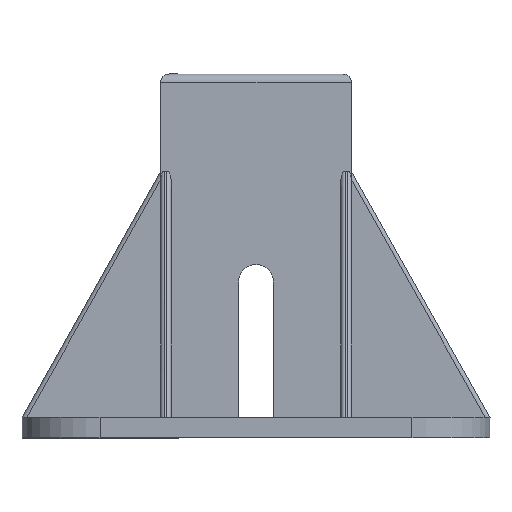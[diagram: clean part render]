
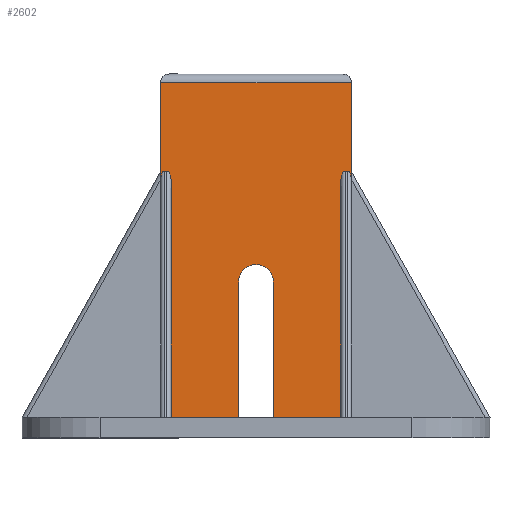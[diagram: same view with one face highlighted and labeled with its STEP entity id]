
A CAD part, front view. The second image highlights one B-rep face of the part: STEP entity #2602.
In plain terms, the highlighted planar face has unit normal (0, -1, 0).
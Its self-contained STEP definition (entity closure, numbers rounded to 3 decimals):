
#19=ELLIPSE('',#2766,2.445,1.2);
#20=ELLIPSE('',#2767,2.445,1.2);
#21=ELLIPSE('',#2768,2.445,1.2);
#22=ELLIPSE('',#2769,2.445,1.2);
#64=PLANE('',#2764);
#168=FACE_OUTER_BOUND('',#308,.T.);
#308=EDGE_LOOP('',(#1827,#1828,#1829,#1830,#1831,#1832,#1833,#1834,#1835,
#1836,#1837,#1838,#1839,#1840,#1841,#1842,#1843,#1844));
#481=LINE('',#3782,#807);
#485=LINE('',#3793,#811);
#486=LINE('',#3799,#812);
#487=LINE('',#3800,#813);
#488=LINE('',#3802,#814);
#489=LINE('',#3806,#815);
#490=LINE('',#3810,#816);
#491=LINE('',#3812,#817);
#492=LINE('',#3814,#818);
#493=LINE('',#3818,#819);
#494=LINE('',#3821,#820);
#495=LINE('',#3823,#821);
#496=LINE('',#3824,#822);
#807=VECTOR('',#3016,1000.);
#811=VECTOR('',#3024,1000.);
#812=VECTOR('',#3029,1000.);
#813=VECTOR('',#3030,1000.);
#814=VECTOR('',#3031,1000.);
#815=VECTOR('',#3034,1000.);
#816=VECTOR('',#3037,1000.);
#817=VECTOR('',#3038,1000.);
#818=VECTOR('',#3039,1000.);
#819=VECTOR('',#3042,1000.);
#820=VECTOR('',#3045,1000.);
#821=VECTOR('',#3046,1000.);
#822=VECTOR('',#3047,1000.);
#1106=CIRCLE('',#2765,5.);
#1165=VERTEX_POINT('',#3774);
#1168=VERTEX_POINT('',#3779);
#1169=VERTEX_POINT('',#3781);
#1174=VERTEX_POINT('',#3791);
#1175=VERTEX_POINT('',#3795);
#1176=VERTEX_POINT('',#3796);
#1177=VERTEX_POINT('',#3798);
#1178=VERTEX_POINT('',#3801);
#1179=VERTEX_POINT('',#3803);
#1180=VERTEX_POINT('',#3805);
#1181=VERTEX_POINT('',#3807);
#1182=VERTEX_POINT('',#3809);
#1183=VERTEX_POINT('',#3811);
#1184=VERTEX_POINT('',#3813);
#1185=VERTEX_POINT('',#3815);
#1186=VERTEX_POINT('',#3817);
#1187=VERTEX_POINT('',#3819);
#1188=VERTEX_POINT('',#3822);
#1420=EDGE_CURVE('',#1169,#1168,#481,.T.);
#1426=EDGE_CURVE('',#1165,#1174,#485,.T.);
#1427=EDGE_CURVE('',#1175,#1176,#1106,.T.);
#1428=EDGE_CURVE('',#1176,#1177,#486,.T.);
#1429=EDGE_CURVE('',#1177,#1165,#487,.T.);
#1430=EDGE_CURVE('',#1178,#1174,#488,.T.);
#1431=EDGE_CURVE('',#1178,#1179,#19,.T.);
#1432=EDGE_CURVE('',#1179,#1180,#489,.T.);
#1433=EDGE_CURVE('',#1180,#1181,#20,.T.);
#1434=EDGE_CURVE('',#1182,#1181,#490,.T.);
#1435=EDGE_CURVE('',#1182,#1183,#491,.T.);
#1436=EDGE_CURVE('',#1183,#1184,#492,.T.);
#1437=EDGE_CURVE('',#1184,#1185,#21,.T.);
#1438=EDGE_CURVE('',#1185,#1186,#493,.T.);
#1439=EDGE_CURVE('',#1186,#1187,#22,.T.);
#1440=EDGE_CURVE('',#1169,#1187,#494,.T.);
#1441=EDGE_CURVE('',#1188,#1168,#495,.T.);
#1442=EDGE_CURVE('',#1188,#1175,#496,.T.);
#1827=ORIENTED_EDGE('',*,*,#1427,.T.);
#1828=ORIENTED_EDGE('',*,*,#1428,.T.);
#1829=ORIENTED_EDGE('',*,*,#1429,.T.);
#1830=ORIENTED_EDGE('',*,*,#1426,.T.);
#1831=ORIENTED_EDGE('',*,*,#1430,.F.);
#1832=ORIENTED_EDGE('',*,*,#1431,.T.);
#1833=ORIENTED_EDGE('',*,*,#1432,.T.);
#1834=ORIENTED_EDGE('',*,*,#1433,.T.);
#1835=ORIENTED_EDGE('',*,*,#1434,.F.);
#1836=ORIENTED_EDGE('',*,*,#1435,.T.);
#1837=ORIENTED_EDGE('',*,*,#1436,.T.);
#1838=ORIENTED_EDGE('',*,*,#1437,.T.);
#1839=ORIENTED_EDGE('',*,*,#1438,.T.);
#1840=ORIENTED_EDGE('',*,*,#1439,.T.);
#1841=ORIENTED_EDGE('',*,*,#1440,.F.);
#1842=ORIENTED_EDGE('',*,*,#1420,.T.);
#1843=ORIENTED_EDGE('',*,*,#1441,.F.);
#1844=ORIENTED_EDGE('',*,*,#1442,.T.);
#2602=ADVANCED_FACE('',(#168),#64,.T.);
#2764=AXIS2_PLACEMENT_3D('',#3794,#3025,#3026);
#2765=AXIS2_PLACEMENT_3D('',#3797,#3027,#3028);
#2766=AXIS2_PLACEMENT_3D('',#3804,#3032,#3033);
#2767=AXIS2_PLACEMENT_3D('',#3808,#3035,#3036);
#2768=AXIS2_PLACEMENT_3D('',#3816,#3040,#3041);
#2769=AXIS2_PLACEMENT_3D('',#3820,#3043,#3044);
#3016=DIRECTION('',(1.,0.,0.));
#3024=DIRECTION('',(1.,0.,0.));
#3025=DIRECTION('center_axis',(0.,-1.,0.));
#3026=DIRECTION('ref_axis',(1.,0.,0.));
#3027=DIRECTION('center_axis',(0.,1.,0.));
#3028=DIRECTION('ref_axis',(1.,0.,0.));
#3029=DIRECTION('',(0.,0.,-1.));
#3030=DIRECTION('',(1.,0.,0.));
#3031=DIRECTION('',(0.,0.,-1.));
#3032=DIRECTION('center_axis',(0.,1.,0.));
#3033=DIRECTION('ref_axis',(0.,0.,
1.));
#3034=DIRECTION('',(1.,0.,0.));
#3035=DIRECTION('center_axis',(0.,1.,0.));
#3036=DIRECTION('ref_axis',(0.,0.,
1.));
#3037=DIRECTION('',(0.,0.,-1.));
#3038=DIRECTION('',(-1.,0.,0.));
#3039=DIRECTION('',(0.,0.,-1.));
#3040=DIRECTION('center_axis',(0.,1.,0.));
#3041=DIRECTION('ref_axis',(0.,0.,
1.));
#3042=DIRECTION('',(1.,0.,0.));
#3043=DIRECTION('center_axis',(0.,1.,0.));
#3044=DIRECTION('ref_axis',(0.,0.,1.));
#3045=DIRECTION('',(0.,0.,1.));
#3046=DIRECTION('',(-1.,0.,0.));
#3047=DIRECTION('',(0.,0.,1.));
#3774=CARTESIAN_POINT('',(-11.655,35.282,-37.627));
#3779=CARTESIAN_POINT('',(-26.655,35.282,-37.627));
#3781=CARTESIAN_POINT('',(-43.655,35.282,-37.627));
#3782=CARTESIAN_POINT('',(-46.655,35.282,-37.627));
#3791=CARTESIAN_POINT('',(5.345,35.282,-37.627));
#3793=CARTESIAN_POINT('',(-46.655,35.282,-37.627));
#3794=CARTESIAN_POINT('Origin',(-19.155,35.282,8.873));
#3795=CARTESIAN_POINT('',(-24.155,35.282,1.373));
#3796=CARTESIAN_POINT('',(-14.155,35.282,1.373));
#3797=CARTESIAN_POINT('Origin',(-19.155,35.282,1.373));
#3798=CARTESIAN_POINT('',(-14.155,35.282,-37.627));
#3799=CARTESIAN_POINT('',(-14.155,35.282,-43.627));
#3800=CARTESIAN_POINT('',(-46.655,35.282,-37.627));
#3801=CARTESIAN_POINT('',(5.345,35.282,30.928));
#3802=CARTESIAN_POINT('',(5.345,35.282,61.373));
#3803=CARTESIAN_POINT('',(6.545,35.282,33.373));
#3804=CARTESIAN_POINT('Origin',(6.545,35.282,30.928));
#3805=CARTESIAN_POINT('',(7.145,35.282,33.373));
#3806=CARTESIAN_POINT('',(-46.655,35.282,33.373));
#3807=CARTESIAN_POINT('',(8.345,35.282,30.928));
#3808=CARTESIAN_POINT('Origin',(7.145,35.282,30.928));
#3809=CARTESIAN_POINT('',(8.345,35.282,58.873));
#3810=CARTESIAN_POINT('',(8.345,35.282,61.373));
#3811=CARTESIAN_POINT('',(-46.655,35.282,58.873));
#3812=CARTESIAN_POINT('',(-46.655,35.282,58.873));
#3813=CARTESIAN_POINT('',(-46.655,35.282,30.928));
#3814=CARTESIAN_POINT('',(-46.655,35.282,61.373));
#3815=CARTESIAN_POINT('',(-45.455,35.282,33.373));
#3816=CARTESIAN_POINT('Origin',(-45.455,35.282,30.928));
#3817=CARTESIAN_POINT('',(-44.855,35.282,33.373));
#3818=CARTESIAN_POINT('',(-46.655,35.282,33.373));
#3819=CARTESIAN_POINT('',(-43.655,35.282,30.928));
#3820=CARTESIAN_POINT('Origin',(-44.855,35.282,30.928));
#3821=CARTESIAN_POINT('',(-43.655,35.282,61.373));
#3822=CARTESIAN_POINT('',(-24.155,35.282,-37.627));
#3823=CARTESIAN_POINT('',(-19.155,35.282,-37.627));
#3824=CARTESIAN_POINT('',(-24.155,35.282,8.873));
